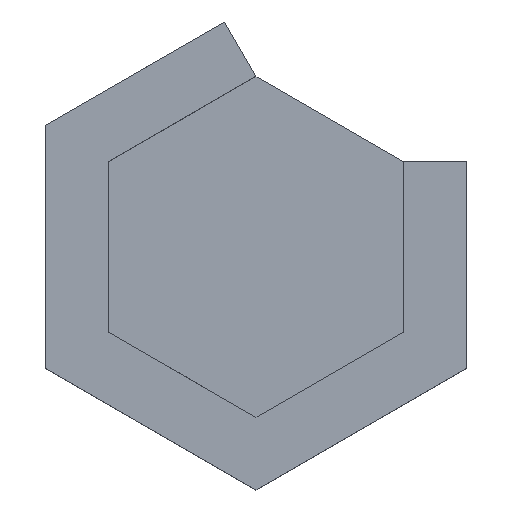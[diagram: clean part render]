
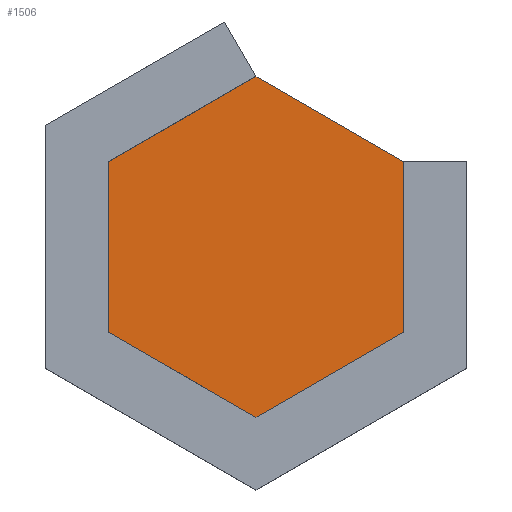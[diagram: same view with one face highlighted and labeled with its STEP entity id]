
A CAD part, top view. The second image highlights one B-rep face of the part: STEP entity #1506.
In plain terms, the highlighted planar face has unit normal (0, 0, 1).
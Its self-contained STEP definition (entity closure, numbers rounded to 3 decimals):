
#43=PLANE('',#1610);
#130=FACE_OUTER_BOUND('',#218,.T.);
#218=EDGE_LOOP('',(#1368,#1369,#1370,#1371,#1372,#1373));
#398=LINE('',#5642,#496);
#412=LINE('',#6456,#510);
#430=LINE('',#6490,#528);
#433=LINE('',#6497,#531);
#436=LINE('',#6502,#534);
#438=LINE('',#6505,#536);
#496=VECTOR('',#1787,10.);
#510=VECTOR('',#1819,10.);
#528=VECTOR('',#1853,10.);
#531=VECTOR('',#1860,10.);
#534=VECTOR('',#1865,10.);
#536=VECTOR('',#1869,10.);
#663=VERTEX_POINT('',#5640);
#664=VERTEX_POINT('',#5641);
#678=VERTEX_POINT('',#6454);
#679=VERTEX_POINT('',#6455);
#686=VERTEX_POINT('',#6483);
#689=VERTEX_POINT('',#6496);
#861=EDGE_CURVE('',#663,#664,#398,.T.);
#886=EDGE_CURVE('',#678,#679,#412,.T.);
#904=EDGE_CURVE('',#686,#678,#430,.T.);
#907=EDGE_CURVE('',#664,#689,#433,.T.);
#910=EDGE_CURVE('',#689,#686,#436,.T.);
#912=EDGE_CURVE('',#679,#663,#438,.T.);
#1368=ORIENTED_EDGE('',*,*,#861,.T.);
#1369=ORIENTED_EDGE('',*,*,#907,.T.);
#1370=ORIENTED_EDGE('',*,*,#910,.T.);
#1371=ORIENTED_EDGE('',*,*,#904,.T.);
#1372=ORIENTED_EDGE('',*,*,#886,.T.);
#1373=ORIENTED_EDGE('',*,*,#912,.T.);
#1506=ADVANCED_FACE('',(#130),#43,.T.);
#1610=AXIS2_PLACEMENT_3D('',#6522,#1888,#1889);
#1787=DIRECTION('',(0.866,-0.5,0.));
#1819=DIRECTION('',(-0.866,-0.5,0.));
#1853=DIRECTION('',(-0.866,0.5,0.));
#1860=DIRECTION('',(0.866,0.5,0.));
#1865=DIRECTION('',(0.,1.,0.));
#1869=DIRECTION('',(0.,-1.,0.));
#1888=DIRECTION('center_axis',(0.,0.,1.));
#1889=DIRECTION('ref_axis',(-1.,0.,0.));
#5640=CARTESIAN_POINT('',(-7.05,-4.07,16.));
#5641=CARTESIAN_POINT('',(0.,-8.141,16.));
#5642=CARTESIAN_POINT('',(-1.763,-7.123,16.));
#6454=CARTESIAN_POINT('',(0.,8.141,16.));
#6455=CARTESIAN_POINT('',(-7.05,4.07,16.));
#6456=CARTESIAN_POINT('',(-5.287,5.088,16.));
#6483=CARTESIAN_POINT('',(7.05,4.07,16.));
#6490=CARTESIAN_POINT('',(1.763,7.123,16.));
#6496=CARTESIAN_POINT('',(7.05,-4.07,16.));
#6497=CARTESIAN_POINT('',(5.287,-5.088,16.));
#6502=CARTESIAN_POINT('',(7.05,2.035,16.));
#6505=CARTESIAN_POINT('',(-7.05,-2.035,16.));
#6522=CARTESIAN_POINT('Origin',(0.,0.,16.));
